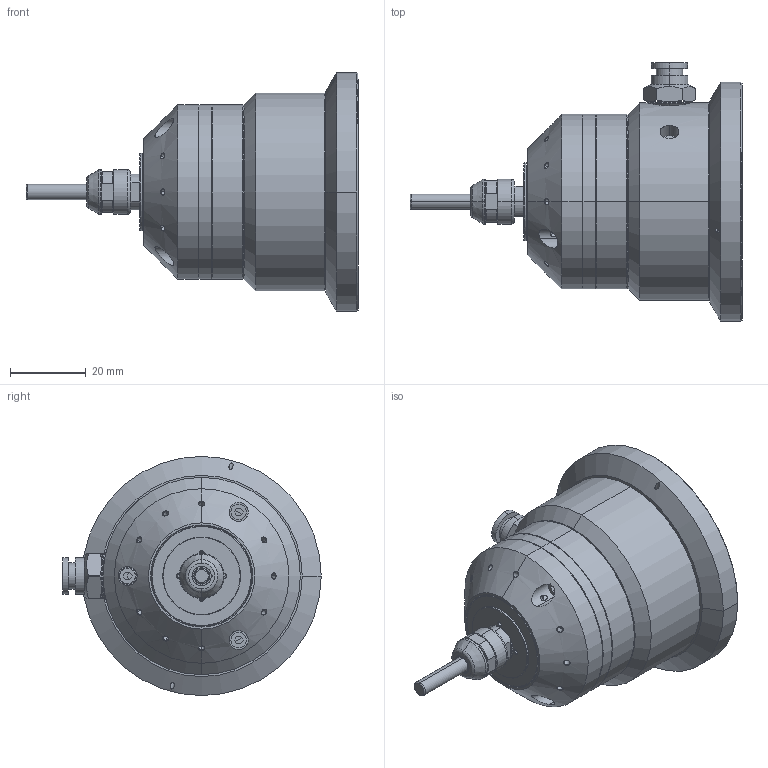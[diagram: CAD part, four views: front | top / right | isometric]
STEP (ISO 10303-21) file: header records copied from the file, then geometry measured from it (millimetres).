
FILE_DESCRIPTION (( 'STEP AP203' ), '1' );
FILE_NAME ('KA1040A0011-000-01（HTS1500ZZ-PCD520）.STEP', '2024-07-24T04:20:11', ( 'nsk' ), ( '' ), 'SwSTEP 2.0', 'SolidWorks 2021', '' );
FILE_SCHEMA (( 'CONFIG_CONTROL_DESIGN' ));
Length unit declared in the file: millimetre
Products named in the file (1): KA1040A0011-000-01（HTS1500ZZ-PCD520）
Bounding box: 87.47 x 68.09 x 63 mm (x, y, z)
Surface area: 25942.5 mm2 (no closed solid volume)
Topology: 0 solids, 35 shells, 405 faces, 1148 edges, 767 vertices
Faces by surface type: cone 149, cylinder 142, plane 104, torus 8, bspline 2
Entity records: 15703 total; most frequent: CARTESIAN_POINT 5196, DIRECTION 2291, ORIENTED_EDGE 1881, EDGE_CURVE 1136, AXIS2_PLACEMENT_3D 898, VERTEX_POINT 767, EDGE_LOOP 501, VECTOR 495
